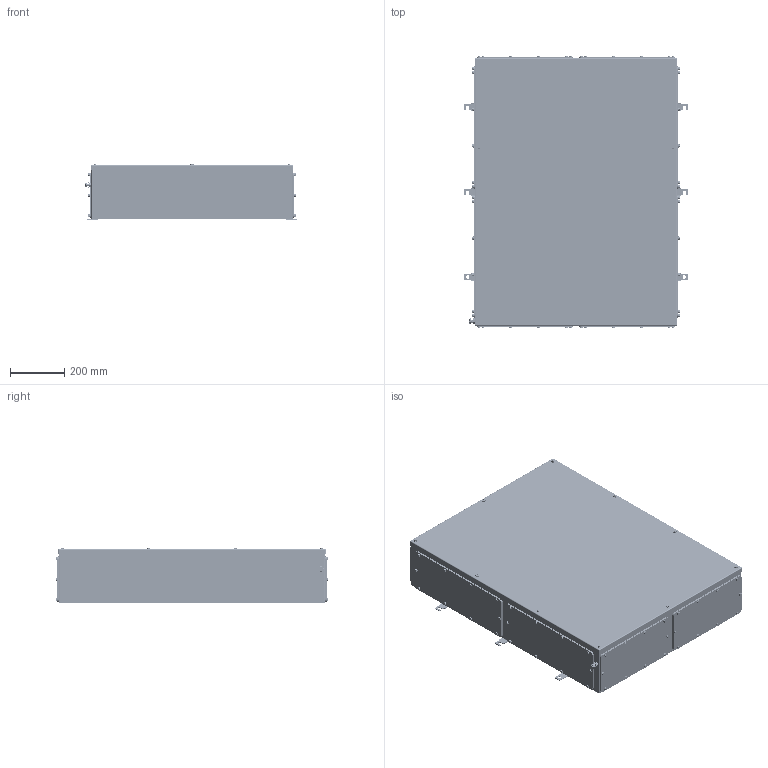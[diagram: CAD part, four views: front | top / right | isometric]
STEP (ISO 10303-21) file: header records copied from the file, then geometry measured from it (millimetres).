
FILE_DESCRIPTION(('CATIA V5 STEP Exchange','CAx-IF Rec.Pracs.--- Model Styling and Organization---1.4--- 2014-01-23'),'2;1');
FILE_NAME ('008713-4_3_1196740000_1196740000.stp','2019-09-25T11:59:26+00:00',('none'),('Weidmueller'),'CATIA Version 5-6 Release 2016 SP3 HF44','CATIA V5 STEP AP214','none');
FILE_SCHEMA(('AUTOMOTIVE_DESIGN { 1 0 10303 214 1 1 1 1 }'));
Products named in the file (1): 1196740000
Bounding box: 821 x 1002 x 208.5 mm (x, y, z)
Volume: 5276690 mm3; surface area: 5575611.7 mm2
Topology: 233 solids, 233 shells, 4657 faces, 10654 edges, 6739 vertices
Faces by surface type: cylinder 2338, plane 1771, cone 526, sphere 16, torus 6
Entity records: 125862 total; most frequent: CARTESIAN_POINT 27356, ORIENTED_EDGE 20880, DIRECTION 16469, EDGE_CURVE 10440, AXIS2_PLACEMENT_3D 7581, VERTEX_POINT 6739, EDGE_LOOP 5739, VECTOR 5518
